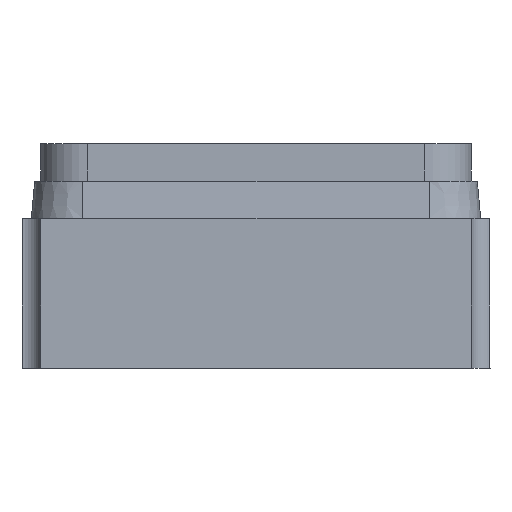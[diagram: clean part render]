
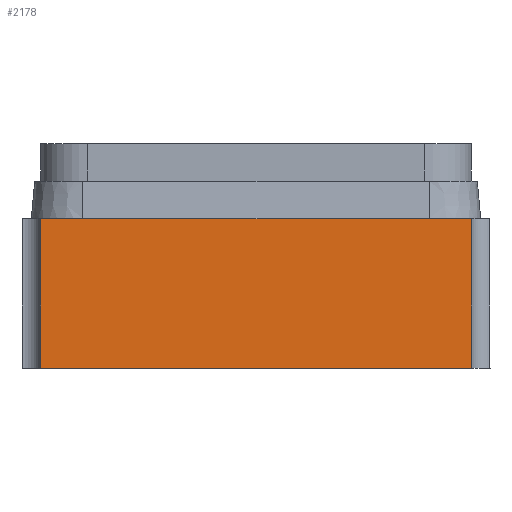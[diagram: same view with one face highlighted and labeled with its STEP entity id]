
A CAD part, front view. The second image highlights one B-rep face of the part: STEP entity #2178.
In plain terms, the highlighted face is planar.
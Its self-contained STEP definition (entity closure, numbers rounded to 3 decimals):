
#99=LINE('',#3517,#199);
#114=LINE('',#3559,#214);
#115=LINE('',#3563,#215);
#116=LINE('',#3565,#216);
#199=VECTOR('',#2557,1000.);
#214=VECTOR('',#2596,1000.);
#215=VECTOR('',#2601,1000.);
#216=VECTOR('',#2602,1000.);
#726=ORIENTED_EDGE('',*,*,#990,.T.);
#727=ORIENTED_EDGE('',*,*,#988,.F.);
#728=ORIENTED_EDGE('',*,*,#967,.F.);
#729=ORIENTED_EDGE('',*,*,#991,.T.);
#967=EDGE_CURVE('',#1134,#1135,#99,.T.);
#988=EDGE_CURVE('',#1135,#1150,#114,.T.);
#990=EDGE_CURVE('',#1151,#1150,#115,.T.);
#991=EDGE_CURVE('',#1134,#1151,#116,.T.);
#1134=VERTEX_POINT('',#3516);
#1135=VERTEX_POINT('',#3518);
#1150=VERTEX_POINT('',#3560);
#1151=VERTEX_POINT('',#3564);
#1286=EDGE_LOOP('',(#726,#727,#728,#729));
#1391=FACE_BOUND('',#1286,.T.);
#1460=PLANE('',#2295);
#2178=ADVANCED_FACE('',(#1391),#1460,.F.);
#2295=AXIS2_PLACEMENT_3D('',#3562,#2599,#2600);
#2557=DIRECTION('',(0.,1.,0.));
#2596=DIRECTION('',(0.,0.,-1.));
#2599=DIRECTION('',(-1.,0.,0.));
#2600=DIRECTION('',(0.,0.,1.));
#2601=DIRECTION('',(0.,1.,0.));
#2602=DIRECTION('',(0.,0.,-1.));
#3516=CARTESIAN_POINT('',(1.6,-1.15,0.8));
#3517=CARTESIAN_POINT('',(1.6,-1.15,0.8));
#3518=CARTESIAN_POINT('',(1.6,1.15,0.8));
#3559=CARTESIAN_POINT('',(1.6,1.15,0.8));
#3560=CARTESIAN_POINT('',(1.6,1.15,0.));
#3562=CARTESIAN_POINT('',(1.6,-1.15,0.8));
#3563=CARTESIAN_POINT('',(1.6,-1.15,0.));
#3564=CARTESIAN_POINT('',(1.6,-1.15,0.));
#3565=CARTESIAN_POINT('',(1.6,-1.15,0.8));
